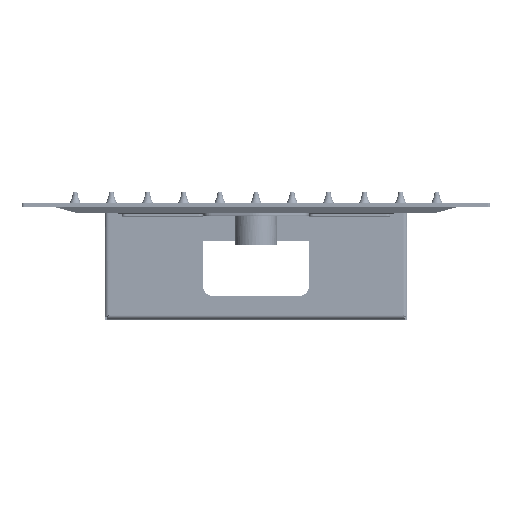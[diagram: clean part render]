
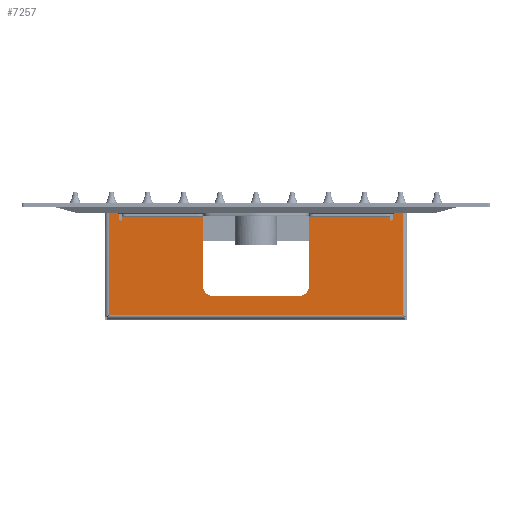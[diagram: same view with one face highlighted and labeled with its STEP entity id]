
A CAD part, left-side view. The second image highlights one B-rep face of the part: STEP entity #7257.
In plain terms, the highlighted face is planar.
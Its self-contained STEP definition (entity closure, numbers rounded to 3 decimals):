
#7257=ADVANCED_FACE('',(#10165),#10166,.T.);
#10165=FACE_OUTER_BOUND('',#14221,.T.);
#10166=PLANE('',#14222);
#14221=EDGE_LOOP('',(#18470,#18471,#18472,#18473,#18474,#18475,#18476,#18477,#18478,#18479,#18480,#18481,#18482,#18483,#18484,#18485,#18486,#18487,#18488,#18489));
#14222=AXIS2_PLACEMENT_3D('',#18490,#18491,#18492);
#18470=ORIENTED_EDGE('',*,*,#30147,.F.);
#18471=ORIENTED_EDGE('',*,*,#30148,.T.);
#18472=ORIENTED_EDGE('',*,*,#30149,.F.);
#18473=ORIENTED_EDGE('',*,*,#30004,.T.);
#18474=ORIENTED_EDGE('',*,*,#30150,.F.);
#18475=ORIENTED_EDGE('',*,*,#30151,.F.);
#18476=ORIENTED_EDGE('',*,*,#30152,.F.);
#18477=ORIENTED_EDGE('',*,*,#30153,.F.);
#18478=ORIENTED_EDGE('',*,*,#30154,.F.);
#18479=ORIENTED_EDGE('',*,*,#30041,.T.);
#18480=ORIENTED_EDGE('',*,*,#30064,.F.);
#18481=ORIENTED_EDGE('',*,*,#30140,.T.);
#18482=ORIENTED_EDGE('',*,*,#30136,.T.);
#18483=ORIENTED_EDGE('',*,*,#30132,.T.);
#18484=ORIENTED_EDGE('',*,*,#30155,.F.);
#18485=ORIENTED_EDGE('',*,*,#30046,.T.);
#18486=ORIENTED_EDGE('',*,*,#30156,.F.);
#18487=ORIENTED_EDGE('',*,*,#30157,.F.);
#18488=ORIENTED_EDGE('',*,*,#30158,.F.);
#18489=ORIENTED_EDGE('',*,*,#30159,.F.);
#18490=CARTESIAN_POINT('',(-35.0,5.0,-500000.0));
#18491=DIRECTION('',(1.0,0.,0.0));
#18492=DIRECTION('',(0.,1.0,0.0));
#30004=EDGE_CURVE('',#33739,#33737,#33740,.F.);
#30041=EDGE_CURVE('',#33801,#33799,#33802,.T.);
#30046=EDGE_CURVE('',#33810,#33808,#33811,.T.);
#30064=EDGE_CURVE('',#33837,#33799,#33838,.T.);
#30132=EDGE_CURVE('',#33880,#33941,#33942,.F.);
#30136=EDGE_CURVE('',#33853,#33880,#33947,.T.);
#30140=EDGE_CURVE('',#33837,#33853,#33951,.T.);
#30147=EDGE_CURVE('',#33960,#33961,#33962,.T.);
#30148=EDGE_CURVE('',#33960,#33963,#33964,.F.);
#30149=EDGE_CURVE('',#33739,#33963,#33965,.T.);
#30150=EDGE_CURVE('',#33966,#33737,#33967,.T.);
#30151=EDGE_CURVE('',#33968,#33966,#33969,.T.);
#30152=EDGE_CURVE('',#33970,#33968,#33971,.T.);
#30153=EDGE_CURVE('',#33972,#33970,#33973,.T.);
#30154=EDGE_CURVE('',#33801,#33972,#33974,.T.);
#30155=EDGE_CURVE('',#33810,#33941,#33975,.T.);
#30156=EDGE_CURVE('',#33976,#33808,#33977,.T.);
#30157=EDGE_CURVE('',#33978,#33976,#33979,.T.);
#30158=EDGE_CURVE('',#33980,#33978,#33981,.T.);
#30159=EDGE_CURVE('',#33961,#33980,#33982,.T.);
#33737=VERTEX_POINT('',#39285);
#33739=VERTEX_POINT('',#39288);
#33740=CIRCLE('',#39289,5.0);
#33799=VERTEX_POINT('',#39368);
#33801=VERTEX_POINT('',#39371);
#33802=CIRCLE('',#39372,1.0);
#33808=VERTEX_POINT('',#39379);
#33810=VERTEX_POINT('',#39382);
#33811=CIRCLE('',#39383,1.0);
#33837=VERTEX_POINT('',#39416);
#33838=LINE('',#39417,#39418);
#33853=VERTEX_POINT('',#39437);
#33880=VERTEX_POINT('',#39473);
#33941=VERTEX_POINT('',#39560);
#33942=LINE('',#39561,#39562);
#33947=LINE('',#39568,#39569);
#33951=LINE('',#39575,#39576);
#33960=VERTEX_POINT('',#39589);
#33961=VERTEX_POINT('',#39590);
#33962=LINE('',#39591,#39592);
#33963=VERTEX_POINT('',#39593);
#33964=CIRCLE('',#39594,5.0);
#33965=LINE('',#39595,#39596);
#33966=VERTEX_POINT('',#39597);
#33967=LINE('',#39598,#39599);
#33968=VERTEX_POINT('',#39600);
#33969=LINE('',#39601,#39602);
#33970=VERTEX_POINT('',#39603);
#33971=LINE('',#39604,#39605);
#33972=VERTEX_POINT('',#39606);
#33973=CIRCLE('',#39607,0.5);
#33974=LINE('',#39608,#39609);
#33975=LINE('',#39610,#39611);
#33976=VERTEX_POINT('',#39612);
#33977=LINE('',#39613,#39614);
#33978=VERTEX_POINT('',#39615);
#33979=CIRCLE('',#39616,0.5);
#33980=VERTEX_POINT('',#39617);
#33981=LINE('',#39618,#39619);
#33982=LINE('',#39620,#39621);
#39285=CARTESIAN_POINT('',(-35.0,14.0,-25.));
#39288=CARTESIAN_POINT('',(-35.0,19.0,-20.));
#39289=AXIS2_PLACEMENT_3D('',#50394,#50395,#50396);
#39368=CARTESIAN_POINT('',(-35.0,-20.0,-65.2));
#39371=CARTESIAN_POINT('',(-35.0,-19.0,-64.2));
#39372=AXIS2_PLACEMENT_3D('',#50442,#50443,#50444);
#39379=CARTESIAN_POINT('',(-35.0,-19.0,64.2));
#39382=CARTESIAN_POINT('',(-35.0,-20.0,65.2));
#39383=AXIS2_PLACEMENT_3D('',#50450,#50451,#50452);
#39416=CARTESIAN_POINT('',(-35.0,-20.0,-69.2));
#39417=CARTESIAN_POINT('',(-35.0,-20.0,-500000.0));
#39418=VECTOR('',#50475,1.0);
#39437=CARTESIAN_POINT('',(-35.0,28.0,-69.2));
#39473=CARTESIAN_POINT('',(-35.0,28.0,69.2));
#39560=CARTESIAN_POINT('',(-35.0,-20.0,69.2));
#39561=CARTESIAN_POINT('',(-35.0,-20.0,69.2));
#39562=VECTOR('',#50557,1.0);
#39568=CARTESIAN_POINT('',(-35.0,28.0,-500000.0));
#39569=VECTOR('',#50562,1.0);
#39575=CARTESIAN_POINT('',(-35.0,5.0,-69.2));
#39576=VECTOR('',#50565,1.0);
#39589=CARTESIAN_POINT('',(-35.0,14.0,25.));
#39590=CARTESIAN_POINT('',(-35.0,-18.0,25.0));
#39591=CARTESIAN_POINT('',(-35.0,5.,25.));
#39592=VECTOR('',#50570,1.0);
#39593=CARTESIAN_POINT('',(-35.0,19.0,20.));
#39594=AXIS2_PLACEMENT_3D('',#50571,#50572,#50573);
#39595=CARTESIAN_POINT('',(-35.0,19.,-500000.0));
#39596=VECTOR('',#50574,1.0);
#39597=CARTESIAN_POINT('',(-35.0,-18.0,-25.));
#39598=CARTESIAN_POINT('',(-35.0,5.0,-25.));
#39599=VECTOR('',#50575,1.0);
#39600=CARTESIAN_POINT('',(-35.0,-18.0,-63.2));
#39601=CARTESIAN_POINT('',(-35.0,-18.0,63.2));
#39602=VECTOR('',#50576,1.0);
#39603=CARTESIAN_POINT('',(-35.0,-17.0,-63.2));
#39604=CARTESIAN_POINT('',(-35.0,5.0,-63.2));
#39605=VECTOR('',#50577,1.0);
#39606=CARTESIAN_POINT('',(-35.0,-17.0,-64.2));
#39607=AXIS2_PLACEMENT_3D('',#50578,#50579,#50580);
#39608=CARTESIAN_POINT('',(-35.0,5.0,-64.2));
#39609=VECTOR('',#50581,1.0);
#39610=CARTESIAN_POINT('',(-35.0,-20.0,-500000.0));
#39611=VECTOR('',#50582,1.0);
#39612=CARTESIAN_POINT('',(-35.0,-17.0,64.2));
#39613=CARTESIAN_POINT('',(-35.0,5.0,64.2));
#39614=VECTOR('',#50583,1.0);
#39615=CARTESIAN_POINT('',(-35.0,-17.0,63.2));
#39616=AXIS2_PLACEMENT_3D('',#50584,#50585,#50586);
#39617=CARTESIAN_POINT('',(-35.0,-18.0,63.2));
#39618=CARTESIAN_POINT('',(-35.0,5.0,63.2));
#39619=VECTOR('',#50587,1.0);
#39620=CARTESIAN_POINT('',(-35.0,-18.0,63.2));
#39621=VECTOR('',#50588,1.0);
#50394=CARTESIAN_POINT('',(-35.0,14.0,-20.));
#50395=DIRECTION('',(1.0,0.,0.0));
#50396=DIRECTION('',(0.,1.0,0.0));
#50442=CARTESIAN_POINT('',(-35.0,-19.0,-65.2));
#50443=DIRECTION('',(1.0,0.,0.0));
#50444=DIRECTION('',(0.,1.0,0.0));
#50450=CARTESIAN_POINT('',(-35.0,-19.0,65.2));
#50451=DIRECTION('',(1.0,0.,0.0));
#50452=DIRECTION('',(0.,1.0,0.0));
#50475=DIRECTION('',(0.0,0.0,1.0));
#50557=DIRECTION('',(0.,1.0,0.0));
#50562=DIRECTION('',(0.0,0.0,1.0));
#50565=DIRECTION('',(0.,1.0,0.0));
#50570=DIRECTION('',(0.,-1.0,0.));
#50571=CARTESIAN_POINT('',(-35.0,14.0,20.0));
#50572=DIRECTION('',(1.0,0.,0.0));
#50573=DIRECTION('',(0.,1.0,0.0));
#50574=DIRECTION('',(0.,0.,1.0));
#50575=DIRECTION('',(0.,1.0,0.0));
#50576=DIRECTION('',(0.0,0.0,1.0));
#50577=DIRECTION('',(0.,-1.0,0.0));
#50578=CARTESIAN_POINT('',(-35.0,-17.0,-63.7));
#50579=DIRECTION('',(1.0,0.,0.0));
#50580=DIRECTION('',(0.,1.0,0.0));
#50581=DIRECTION('',(0.,1.0,0.0));
#50582=DIRECTION('',(0.0,0.0,1.0));
#50583=DIRECTION('',(0.,-1.0,0.0));
#50584=CARTESIAN_POINT('',(-35.0,-17.0,63.7));
#50585=DIRECTION('',(1.0,0.,0.0));
#50586=DIRECTION('',(0.,1.0,0.0));
#50587=DIRECTION('',(0.,1.0,0.0));
#50588=DIRECTION('',(0.0,0.0,1.0));
